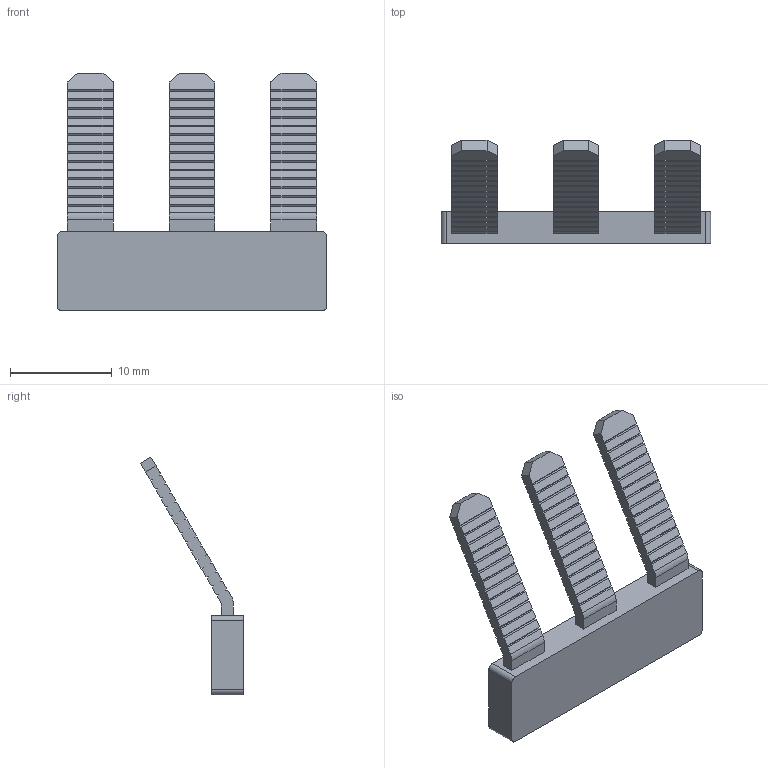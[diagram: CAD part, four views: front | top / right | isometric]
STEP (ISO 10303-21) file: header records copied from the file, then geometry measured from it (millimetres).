
FILE_DESCRIPTION (( 'STEP AP203' ), '1' );
FILE_NAME ('CA718_3.STEP', '2025-03-17T18:16:52', ( '' ), ( '' ), 'SwSTEP 2.0', 'SolidWorks 2022', '' );
FILE_SCHEMA (( 'CONFIG_CONTROL_DESIGN' ));
Length unit declared in the file: millimetre
Products named in the file (1): CA718_3
Bounding box: 26.5 x 10.15 x 23.37 mm (x, y, z)
Volume: 931.4 mm3; surface area: 1309.8 mm2
Topology: 1 solids, 2 shells, 300 faces, 879 edges, 586 vertices
Faces by surface type: plane 289, cylinder 11
Entity records: 9840 total; most frequent: CARTESIAN_POINT 1766, ORIENTED_EDGE 1758, DIRECTION 1503, EDGE_CURVE 879, LINE 857, VECTOR 857, VERTEX_POINT 586, AXIS2_PLACEMENT_3D 323
